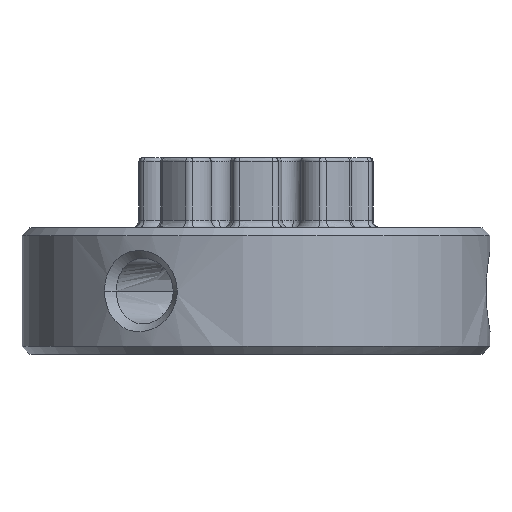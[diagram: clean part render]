
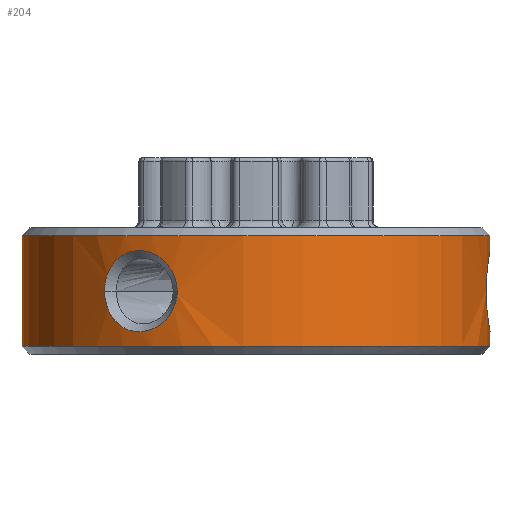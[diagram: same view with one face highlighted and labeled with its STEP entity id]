
A CAD part, front view. The second image highlights one B-rep face of the part: STEP entity #204.
In plain terms, the highlighted free-form (B-spline) face has degree [2, 1] with [5, 2] control points.
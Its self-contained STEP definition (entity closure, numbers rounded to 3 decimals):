
#21=FACE_BOUND('',#597,.T.);
#204=ADVANCED_FACE('',(#397,#21),#2840,.T.);
#397=FACE_OUTER_BOUND('',#596,.T.);
#596=EDGE_LOOP('',(#1486,#1487,#1488,#1489,#1490,#1491,#1492));
#597=EDGE_LOOP('',(#1493,#1494));
#1486=ORIENTED_EDGE('',*,*,#1977,.T.);
#1487=ORIENTED_EDGE('',*,*,#1928,.T.);
#1488=ORIENTED_EDGE('',*,*,#1976,.F.);
#1489=ORIENTED_EDGE('',*,*,#1975,.F.);
#1490=ORIENTED_EDGE('',*,*,#1992,.F.);
#1491=ORIENTED_EDGE('',*,*,#1979,.F.);
#1492=ORIENTED_EDGE('',*,*,#1974,.F.);
#1493=ORIENTED_EDGE('',*,*,#1989,.F.);
#1494=ORIENTED_EDGE('',*,*,#1943,.F.);
#1928=EDGE_CURVE('',#2697,#2696,#2445,.T.);
#1943=EDGE_CURVE('',#2702,#2733,#2010,.T.);
#1974=EDGE_CURVE('',#2724,#2725,#2459,.T.);
#1975=EDGE_CURVE('',#2726,#2727,#2460,.T.);
#1976=EDGE_CURVE('',#2727,#2696,#2461,.T.);
#1977=EDGE_CURVE('',#2724,#2697,#2462,.T.);
#1979=EDGE_CURVE('',#2725,#2735,#2036,.T.);
#1989=EDGE_CURVE('',#2733,#2702,#2044,.T.);
#1992=EDGE_CURVE('',#2735,#2726,#2047,.T.);
#2010=B_SPLINE_CURVE_WITH_KNOTS('',3,(#6948,#6949,#6950,#6951,#6952,#6953,
#6954,#6955,#6956,#6957,#6958),.UNSPECIFIED.,.F.,.F.,(4,1,1,1,1,1,1,1,4),
(0.,1.051,2.084,3.095,4.092,5.09,
6.1,7.133,8.185),.UNSPECIFIED.);
#2036=B_SPLINE_CURVE_WITH_KNOTS('',3,(#7201,#7202,#7203,#7204,#7205,#7206,
#7207),.UNSPECIFIED.,.F.,.F.,(4,1,1,1,4),(4.092,5.09,
6.1,7.133,8.185),.UNSPECIFIED.);
#2044=B_SPLINE_CURVE_WITH_KNOTS('',3,(#7259,#7260,#7261,#7262,#7263,#7264,
#7265,#7266,#7267,#7268,#7269),.UNSPECIFIED.,.F.,.F.,(4,1,1,1,1,1,1,1,4),
(8.185,9.236,10.269,11.28,12.277,
13.274,14.285,15.318,16.37),
 .UNSPECIFIED.);
#2047=B_SPLINE_CURVE_WITH_KNOTS('',3,(#7283,#7284,#7285,#7286,#7287,#7288,
#7289),.UNSPECIFIED.,.F.,.F.,(4,1,1,1,4),(8.185,9.236,
10.269,11.28,12.277),.UNSPECIFIED.);
#2445=(
BOUNDED_CURVE()
B_SPLINE_CURVE(1,(#6879,#6880),.UNSPECIFIED.,.F.,.F.)
B_SPLINE_CURVE_WITH_KNOTS((2,2),(5.,12.1),.UNSPECIFIED.)
CURVE()
GEOMETRIC_REPRESENTATION_ITEM()
RATIONAL_B_SPLINE_CURVE((1.,1.))
REPRESENTATION_ITEM('')
);
#2459=(
BOUNDED_CURVE()
B_SPLINE_CURVE(1,(#7179,#7180),.UNSPECIFIED.,.F.,.F.)
B_SPLINE_CURVE_WITH_KNOTS((2,2),(5.,5.95),.UNSPECIFIED.)
CURVE()
GEOMETRIC_REPRESENTATION_ITEM()
RATIONAL_B_SPLINE_CURVE((1.,1.))
REPRESENTATION_ITEM('')
);
#2460=(
BOUNDED_CURVE()
B_SPLINE_CURVE(1,(#7181,#7182),.UNSPECIFIED.,.F.,.F.)
B_SPLINE_CURVE_WITH_KNOTS((2,2),(11.15,12.1),.UNSPECIFIED.)
CURVE()
GEOMETRIC_REPRESENTATION_ITEM()
RATIONAL_B_SPLINE_CURVE((1.,1.))
REPRESENTATION_ITEM('')
);
#2461=(
BOUNDED_CURVE()
B_SPLINE_CURVE(2,(#7183,#7184,#7185,#7186,#7187),.UNSPECIFIED.,.F.,.F.)
B_SPLINE_CURVE_WITH_KNOTS((3,2,3),(45.553,68.329,91.105),
 .UNSPECIFIED.)
CURVE()
GEOMETRIC_REPRESENTATION_ITEM()
RATIONAL_B_SPLINE_CURVE((1.,0.707,1.,0.707,1.))
REPRESENTATION_ITEM('')
);
#2462=(
BOUNDED_CURVE()
B_SPLINE_CURVE(2,(#7188,#7189,#7190,#7191,#7192),.UNSPECIFIED.,.F.,.F.)
B_SPLINE_CURVE_WITH_KNOTS((3,2,3),(45.553,68.329,91.105),
 .UNSPECIFIED.)
CURVE()
GEOMETRIC_REPRESENTATION_ITEM()
RATIONAL_B_SPLINE_CURVE((1.,0.707,1.,0.707,1.))
REPRESENTATION_ITEM('')
);
#2696=VERTEX_POINT('',#5510);
#2697=VERTEX_POINT('',#5511);
#2702=VERTEX_POINT('',#5516);
#2724=VERTEX_POINT('',#5538);
#2725=VERTEX_POINT('',#5539);
#2726=VERTEX_POINT('',#5540);
#2727=VERTEX_POINT('',#5541);
#2733=VERTEX_POINT('',#5547);
#2735=VERTEX_POINT('',#5549);
#2840=(
BOUNDED_SURFACE()
B_SPLINE_SURFACE(2,1,((#4173,#4174),(#4175,#4176),(#4177,#4178),(#4179,
#4180),(#4181,#4182)),.UNSPECIFIED.,.F.,.F.,.F.)
B_SPLINE_SURFACE_WITH_KNOTS((3,2,3),(2,2),(-47.124,-23.562,
0.),(0.,12.6),.UNSPECIFIED.)
GEOMETRIC_REPRESENTATION_ITEM()
RATIONAL_B_SPLINE_SURFACE(((1.,1.),(0.707,0.707),
(1.,1.),(0.707,0.707),(1.,1.)))
REPRESENTATION_ITEM('')
SURFACE()
);
#4173=CARTESIAN_POINT('',(15.,0.,0.));
#4174=CARTESIAN_POINT('',(15.,0.,-12.6));
#4175=CARTESIAN_POINT('',(15.,-15.,0.));
#4176=CARTESIAN_POINT('',(15.,-15.,-12.6));
#4177=CARTESIAN_POINT('',(0.,-15.,0.));
#4178=CARTESIAN_POINT('',(0.,-15.,-12.6));
#4179=CARTESIAN_POINT('',(-15.,-15.,0.));
#4180=CARTESIAN_POINT('',(-15.,-15.,-12.6));
#4181=CARTESIAN_POINT('',(-15.,0.,0.));
#4182=CARTESIAN_POINT('',(-15.,0.,-12.6));
#5510=CARTESIAN_POINT('',(-15.,0.,-12.1));
#5511=CARTESIAN_POINT('',(-15.,0.,-5.));
#5516=CARTESIAN_POINT('',(-5.049,-14.125,-8.55));
#5538=CARTESIAN_POINT('',(15.,0.,-5.));
#5539=CARTESIAN_POINT('',(15.,0.,-5.95));
#5540=CARTESIAN_POINT('',(15.,0.,-11.15));
#5541=CARTESIAN_POINT('',(15.,0.,-12.1));
#5547=CARTESIAN_POINT('',(-9.708,-11.435,-8.55));
#5549=CARTESIAN_POINT('',(14.757,-2.69,-8.55));
#6879=CARTESIAN_POINT('',(-15.,0.,-5.));
#6880=CARTESIAN_POINT('',(-15.,0.,-12.1));
#6948=CARTESIAN_POINT('',(-5.049,-14.125,-8.55));
#6949=CARTESIAN_POINT('',(-5.049,-14.125,-8.2));
#6950=CARTESIAN_POINT('',(-5.191,-14.075,-7.505));
#6951=CARTESIAN_POINT('',(-5.772,-13.852,-6.642));
#6952=CARTESIAN_POINT('',(-6.59,-13.487,-6.08));
#6953=CARTESIAN_POINT('',(-7.506,-13.001,-5.885));
#6954=CARTESIAN_POINT('',(-8.385,-12.451,-6.08));
#6955=CARTESIAN_POINT('',(-9.111,-11.925,-6.642));
#6956=CARTESIAN_POINT('',(-9.594,-11.533,-7.505));
#6957=CARTESIAN_POINT('',(-9.708,-11.435,-8.2));
#6958=CARTESIAN_POINT('',(-9.708,-11.435,-8.55));
#7179=CARTESIAN_POINT('',(15.,0.,-5.));
#7180=CARTESIAN_POINT('',(15.,0.,-5.95));
#7181=CARTESIAN_POINT('',(15.,0.,-11.15));
#7182=CARTESIAN_POINT('',(15.,0.,-12.1));
#7183=CARTESIAN_POINT('',(15.,0.,-12.1));
#7184=CARTESIAN_POINT('',(15.,-15.,-12.1));
#7185=CARTESIAN_POINT('',(0.,-15.,-12.1));
#7186=CARTESIAN_POINT('',(-15.,-15.,-12.1));
#7187=CARTESIAN_POINT('',(-15.,0.,-12.1));
#7188=CARTESIAN_POINT('',(15.,0.,-5.));
#7189=CARTESIAN_POINT('',(15.,-15.,-5.));
#7190=CARTESIAN_POINT('',(0.,-15.,-5.));
#7191=CARTESIAN_POINT('',(-15.,-15.,-5.));
#7192=CARTESIAN_POINT('',(-15.,0.,-5.));
#7201=CARTESIAN_POINT('',(15.,0.,-5.95));
#7202=CARTESIAN_POINT('',(15.,-0.344,-5.95));
#7203=CARTESIAN_POINT('',(14.975,-1.036,-6.08));
#7204=CARTESIAN_POINT('',(14.882,-1.928,-6.642));
#7205=CARTESIAN_POINT('',(14.785,-2.542,-7.505));
#7206=CARTESIAN_POINT('',(14.757,-2.69,-8.2));
#7207=CARTESIAN_POINT('',(14.757,-2.69,-8.55));
#7259=CARTESIAN_POINT('',(-9.708,-11.435,-8.55));
#7260=CARTESIAN_POINT('',(-9.708,-11.435,-8.9));
#7261=CARTESIAN_POINT('',(-9.594,-11.533,-9.595));
#7262=CARTESIAN_POINT('',(-9.111,-11.925,-10.458));
#7263=CARTESIAN_POINT('',(-8.385,-12.451,-11.02));
#7264=CARTESIAN_POINT('',(-7.506,-13.001,-11.215));
#7265=CARTESIAN_POINT('',(-6.59,-13.487,-11.02));
#7266=CARTESIAN_POINT('',(-5.772,-13.852,-10.458));
#7267=CARTESIAN_POINT('',(-5.191,-14.075,-9.595));
#7268=CARTESIAN_POINT('',(-5.049,-14.125,-8.9));
#7269=CARTESIAN_POINT('',(-5.049,-14.125,-8.55));
#7283=CARTESIAN_POINT('',(14.757,-2.69,-8.55));
#7284=CARTESIAN_POINT('',(14.757,-2.69,-8.9));
#7285=CARTESIAN_POINT('',(14.785,-2.542,-9.595));
#7286=CARTESIAN_POINT('',(14.882,-1.928,-10.458));
#7287=CARTESIAN_POINT('',(14.975,-1.036,-11.02));
#7288=CARTESIAN_POINT('',(15.,-0.344,-11.15));
#7289=CARTESIAN_POINT('',(15.,0.,-11.15));
